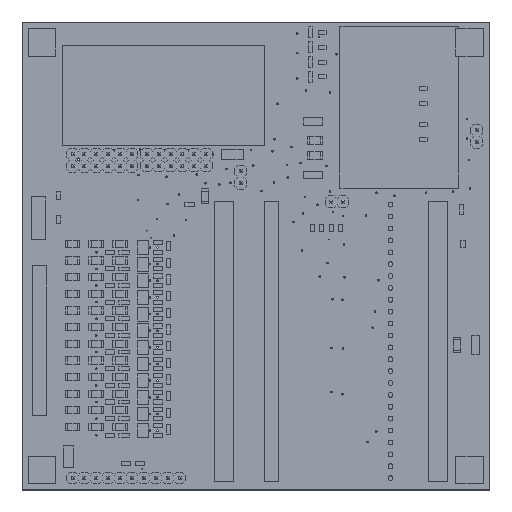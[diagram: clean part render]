
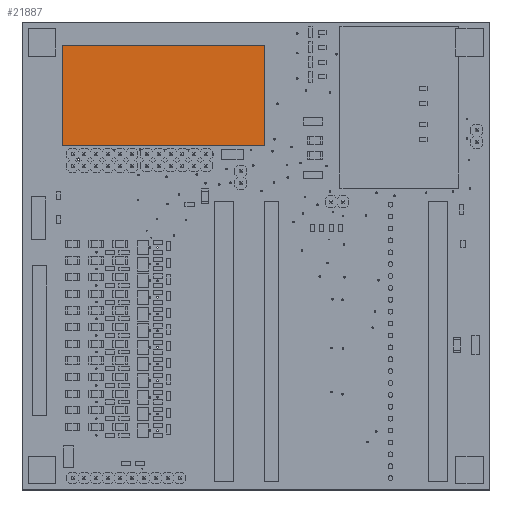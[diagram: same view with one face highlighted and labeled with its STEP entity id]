
A CAD part, top view. The second image highlights one B-rep face of the part: STEP entity #21887.
In plain terms, the highlighted planar face has unit normal (0, 0, 1).
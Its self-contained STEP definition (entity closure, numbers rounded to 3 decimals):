
#1543=PLANE('',#23974);
#2621=FACE_OUTER_BOUND('',#4463,.T.);
#4463=EDGE_LOOP('',(#16897,#16898,#16899,#16900));
#5603=LINE('',#33229,#7617);
#5606=LINE('',#33235,#7620);
#5609=LINE('',#33241,#7623);
#5612=LINE('',#33245,#7626);
#7617=VECTOR('',#27548,10.);
#7620=VECTOR('',#27553,10.);
#7623=VECTOR('',#27558,10.);
#7626=VECTOR('',#27563,10.);
#10773=VERTEX_POINT('',#33226);
#10774=VERTEX_POINT('',#33228);
#10776=VERTEX_POINT('',#33234);
#10778=VERTEX_POINT('',#33240);
#12947=EDGE_CURVE('',#10774,#10773,#5603,.T.);
#12950=EDGE_CURVE('',#10776,#10774,#5606,.T.);
#12953=EDGE_CURVE('',#10778,#10776,#5609,.T.);
#12956=EDGE_CURVE('',#10773,#10778,#5612,.T.);
#16897=ORIENTED_EDGE('',*,*,#12956,.T.);
#16898=ORIENTED_EDGE('',*,*,#12953,.T.);
#16899=ORIENTED_EDGE('',*,*,#12950,.T.);
#16900=ORIENTED_EDGE('',*,*,#12947,.T.);
#21887=ADVANCED_FACE('',(#2621),#1543,.T.);
#23974=AXIS2_PLACEMENT_3D('',#33246,#27564,#27565);
#27548=DIRECTION('',(-1.,0.,0.));
#27553=DIRECTION('',(0.,1.,0.));
#27558=DIRECTION('',(1.,0.,0.));
#27563=DIRECTION('',(0.,-1.,0.));
#27564=DIRECTION('center_axis',(0.,0.,1.));
#27565=DIRECTION('ref_axis',(1.,0.,0.));
#33226=CARTESIAN_POINT('',(-2.092,19.496,0.1));
#33228=CARTESIAN_POINT('',(41.108,19.496,0.1));
#33229=CARTESIAN_POINT('',(41.108,19.496,0.1));
#33234=CARTESIAN_POINT('',(41.108,-2.004,0.1));
#33235=CARTESIAN_POINT('',(41.108,-2.004,0.1));
#33240=CARTESIAN_POINT('',(-2.092,-2.004,0.1));
#33241=CARTESIAN_POINT('',(-2.092,-2.004,0.1));
#33245=CARTESIAN_POINT('',(-2.092,19.496,0.1));
#33246=CARTESIAN_POINT('Origin',(19.508,8.746,0.1));
